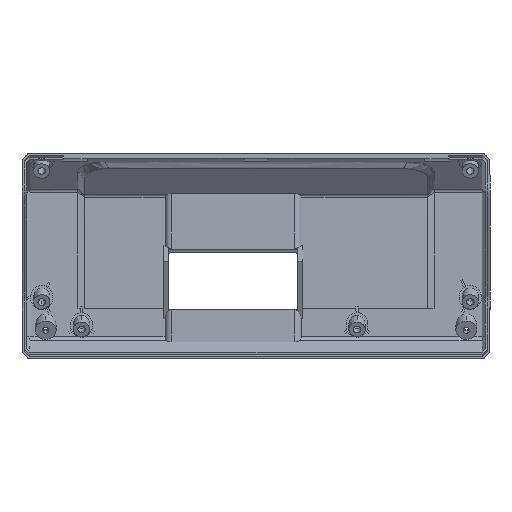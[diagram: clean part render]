
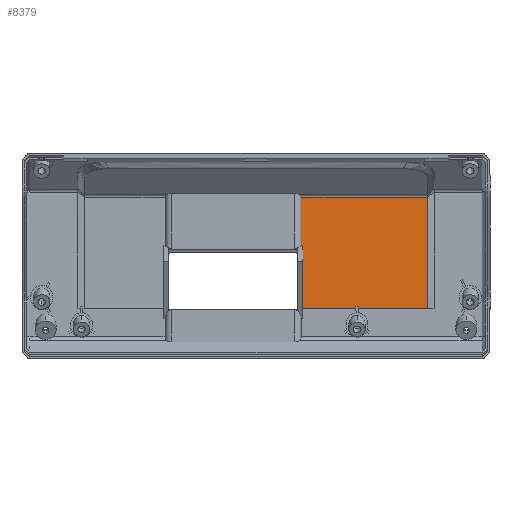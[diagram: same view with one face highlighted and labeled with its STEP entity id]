
A CAD part, top view. The second image highlights one B-rep face of the part: STEP entity #8379.
In plain terms, the highlighted free-form (B-spline) face has degree [3, 1] with [4, 2] control points.
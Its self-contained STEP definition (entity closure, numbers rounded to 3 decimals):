
#362 = B_SPLINE_CURVE_WITH_KNOTS ( 'NONE', 3,
 ( #1234, #8985, #11631, #3839 ),
 .UNSPECIFIED., .F., .F.,
 ( 4, 4 ),
 ( 0., 1. ),
 .UNSPECIFIED. ) ;
#655 = CARTESIAN_POINT ( 'NONE',  ( 57.913, -9.037, -7.904 ) ) ;
#1029 = CARTESIAN_POINT ( 'NONE',  ( 15.167, 10.512, -7.754 ) ) ;
#1152 = CARTESIAN_POINT ( 'NONE',  ( 34.446, -20.942, -7.904 ) ) ;
#1192 = CARTESIAN_POINT ( 'NONE',  ( 57.913, -21.549, -7.904 ) ) ;
#1234 = CARTESIAN_POINT ( 'NONE',  ( 34.444, -21.549, -7.904 ) ) ;
#1262 = ORIENTED_EDGE ( 'NONE', *, *, #10705, .F. ) ;
#1656 = ORIENTED_EDGE ( 'NONE', *, *, #10876, .F. ) ;
#2139 = EDGE_CURVE ( 'NONE', #5847, #4794, #3361, .T. ) ;
#2438 = CARTESIAN_POINT ( 'NONE',  ( 57.913, 16.222, -7.708 ) ) ;
#2556 = VECTOR ( 'NONE', #8865, 1000. ) ;
#2559 = CARTESIAN_POINT ( 'NONE',  ( 33.754, -20.942, -7.904 ) ) ;
#2719 = VERTEX_POINT ( 'NONE', #4411 ) ;
#2849 = B_SPLINE_CURVE_WITH_KNOTS ( 'NONE', 3,
 ( #7470, #1029, #11429, #3631 ),
 .UNSPECIFIED., .F., .F.,
 ( 4, 4 ),
 ( 0., 0.017 ),
 .UNSPECIFIED. ) ;
#3266 = CARTESIAN_POINT ( 'NONE',  ( 33.756, -21.549, -7.904 ) ) ;
#3361 = B_SPLINE_CURVE_WITH_KNOTS ( 'NONE', 1,
 ( #15643, #9381 ),
 .UNSPECIFIED., .F., .F.,
 ( 2, 2 ),
 ( 0., 1. ),
 .UNSPECIFIED. ) ;
#3461 = EDGE_CURVE ( 'NONE', #14820, #2719, #12572, .T. ) ;
#3568 = CARTESIAN_POINT ( 'NONE',  ( 15.7, -21.549, -7.904 ) ) ;
#3631 = CARTESIAN_POINT ( 'NONE',  ( 15.193, -0.456, -7.831 ) ) ;
#3645 = CARTESIAN_POINT ( 'NONE',  ( 43.658, 15.997, -7.71 ) ) ;
#3837 = CARTESIAN_POINT ( 'NONE',  ( 15.7, -21.549, -7.904 ) ) ;
#3839 = CARTESIAN_POINT ( 'NONE',  ( 34.446, -20.942, -7.904 ) ) ;
#4411 = CARTESIAN_POINT ( 'NONE',  ( 15.7, -0.456, -7.831 ) ) ;
#4465 = CARTESIAN_POINT ( 'NONE',  ( 33.756, -21.549, -7.904 ) ) ;
#4731 = B_SPLINE_CURVE_WITH_KNOTS ( 'NONE', 3,
 ( #9738, #13637, #11062, #3266 ),
 .UNSPECIFIED., .F., .F.,
 ( 4, 4 ),
 ( 0., 1. ),
 .UNSPECIFIED. ) ;
#4794 = VERTEX_POINT ( 'NONE', #5468 ) ;
#4961 = EDGE_CURVE ( 'NONE', #4794, #13605, #16450, .T. ) ;
#5058 = VERTEX_POINT ( 'NONE', #4465 ) ;
#5468 = CARTESIAN_POINT ( 'NONE',  ( 57.913, -21.549, -7.904 ) ) ;
#5847 = VERTEX_POINT ( 'NONE', #11942 ) ;
#5863 = CARTESIAN_POINT ( 'NONE',  ( 57.913, 15.997, -7.71 ) ) ;
#6185 = CARTESIAN_POINT ( 'NONE',  ( 15.7, -0.456, -7.831 ) ) ;
#6345 = CARTESIAN_POINT ( 'NONE',  ( 14.893, 3.628, -7.809 ) ) ;
#6407 = CARTESIAN_POINT ( 'NONE',  ( 34.446, -20.942, -7.904 ) ) ;
#7142 = EDGE_CURVE ( 'NONE', #14820, #5058, #8326, .T. ) ;
#7470 = CARTESIAN_POINT ( 'NONE',  ( 15.15, 15.997, -7.71 ) ) ;
#7528 = VERTEX_POINT ( 'NONE', #8446 ) ;
#7557 = CARTESIAN_POINT ( 'NONE',  ( -29., -0.456, -7.831 ) ) ;
#7633 = CARTESIAN_POINT ( 'NONE',  ( 14.893, -8.962, -7.904 ) ) ;
#7734 = CARTESIAN_POINT ( 'NONE',  ( 57.913, 15.997, -7.71 ) ) ;
#8326 = B_SPLINE_CURVE_WITH_KNOTS ( 'NONE', 1,
 ( #3837, #9914 ),
 .UNSPECIFIED., .F., .F.,
 ( 2, 2 ),
 ( 0., 1. ),
 .UNSPECIFIED. ) ;
#8379 = ADVANCED_FACE ( 'NONE', ( #14059 ), #15638, .T. ) ;
#8446 = CARTESIAN_POINT ( 'NONE',  ( 33.754, -20.942, -7.904 ) ) ;
#8854 = CARTESIAN_POINT ( 'NONE',  ( 15.15, 15.997, -7.71 ) ) ;
#8859 = ORIENTED_EDGE ( 'NONE', *, *, #14048, .T. ) ;
#8865 = DIRECTION ( 'NONE',  ( -1., 0., 0. ) ) ;
#8934 = CARTESIAN_POINT ( 'NONE',  ( 14.893, -21.549, -7.904 ) ) ;
#8979 = B_SPLINE_CURVE_WITH_KNOTS ( 'NONE', 3,
 ( #6407, #14223, #10333, #2559 ),
 .UNSPECIFIED., .F., .F.,
 ( 4, 4 ),
 ( 0., 1. ),
 .UNSPECIFIED. ) ;
#8985 = CARTESIAN_POINT ( 'NONE',  ( 34.445, -21.346, -7.904 ) ) ;
#9381 = CARTESIAN_POINT ( 'NONE',  ( 57.913, -21.549, -7.904 ) ) ;
#9388 = VERTEX_POINT ( 'NONE', #15280 ) ;
#9418 = EDGE_CURVE ( 'NONE', #13605, #9388, #13507, .T. ) ;
#9523 = ORIENTED_EDGE ( 'NONE', *, *, #7142, .T. ) ;
#9724 = CARTESIAN_POINT ( 'NONE',  ( 57.913, -21.549, -7.904 ) ) ;
#9738 = CARTESIAN_POINT ( 'NONE',  ( 33.754, -20.942, -7.904 ) ) ;
#9914 = CARTESIAN_POINT ( 'NONE',  ( 33.756, -21.549, -7.904 ) ) ;
#10333 = CARTESIAN_POINT ( 'NONE',  ( 33.985, -20.942, -7.904 ) ) ;
#10705 = EDGE_CURVE ( 'NONE', #14121, #7528, #8979, .T. ) ;
#10876 = EDGE_CURVE ( 'NONE', #7528, #5058, #4731, .T. ) ;
#11062 = CARTESIAN_POINT ( 'NONE',  ( 33.755, -21.346, -7.904 ) ) ;
#11359 = CARTESIAN_POINT ( 'NONE',  ( 15.7, -15.37, -7.904 ) ) ;
#11429 = CARTESIAN_POINT ( 'NONE',  ( 15.182, 5.028, -7.796 ) ) ;
#11498 = EDGE_CURVE ( 'NONE', #2719, #16752, #16404, .T. ) ;
#11631 = CARTESIAN_POINT ( 'NONE',  ( 34.445, -21.144, -7.904 ) ) ;
#11942 = CARTESIAN_POINT ( 'NONE',  ( 34.444, -21.549, -7.904 ) ) ;
#12159 = ORIENTED_EDGE ( 'NONE', *, *, #14438, .F. ) ;
#12215 = ORIENTED_EDGE ( 'NONE', *, *, #4961, .T. ) ;
#12572 = B_SPLINE_CURVE_WITH_KNOTS ( 'NONE', 3,
 ( #3568, #11359, #14000, #6185 ),
 .UNSPECIFIED., .F., .F.,
 ( 4, 4 ),
 ( 0., 1. ),
 .UNSPECIFIED. ) ;
#12760 = CARTESIAN_POINT ( 'NONE',  ( 57.913, 15.997, -7.71 ) ) ;
#13466 = ORIENTED_EDGE ( 'NONE', *, *, #11498, .F. ) ;
#13507 = B_SPLINE_CURVE_WITH_KNOTS ( 'NONE', 3,
 ( #12760, #3645, #16695, #8854 ),
 .UNSPECIFIED., .F., .F.,
 ( 4, 4 ),
 ( 0., 0.369 ),
 .UNSPECIFIED. ) ;
#13605 = VERTEX_POINT ( 'NONE', #7734 ) ;
#13637 = CARTESIAN_POINT ( 'NONE',  ( 33.755, -21.144, -7.904 ) ) ;
#13680 = CARTESIAN_POINT ( 'NONE',  ( 57.913, 3.478, -7.81 ) ) ;
#13902 = CARTESIAN_POINT ( 'NONE',  ( 15.193, -0.456, -7.831 ) ) ;
#14000 = CARTESIAN_POINT ( 'NONE',  ( 15.7, -8.339, -7.88 ) ) ;
#14048 = EDGE_CURVE ( 'NONE', #9388, #16752, #2849, .T. ) ;
#14059 = FACE_OUTER_BOUND ( 'NONE', #14669, .T. ) ;
#14097 = ORIENTED_EDGE ( 'NONE', *, *, #2139, .T. ) ;
#14121 = VERTEX_POINT ( 'NONE', #1152 ) ;
#14173 = CARTESIAN_POINT ( 'NONE',  ( 14.893, 16.222, -7.708 ) ) ;
#14223 = CARTESIAN_POINT ( 'NONE',  ( 34.215, -20.942, -7.904 ) ) ;
#14438 = EDGE_CURVE ( 'NONE', #5847, #14121, #362, .T. ) ;
#14443 = ORIENTED_EDGE ( 'NONE', *, *, #9418, .T. ) ;
#14669 = EDGE_LOOP ( 'NONE', ( #14443, #8859, #13466, #16282, #9523, #1656, #1262, #12159, #14097, #12215 ) ) ;
#14820 = VERTEX_POINT ( 'NONE', #15404 ) ;
#15280 = CARTESIAN_POINT ( 'NONE',  ( 15.15, 15.997, -7.71 ) ) ;
#15404 = CARTESIAN_POINT ( 'NONE',  ( 15.7, -21.549, -7.904 ) ) ;
#15483 = CARTESIAN_POINT ( 'NONE',  ( 57.913, 3.628, -7.809 ) ) ;
#15638 = B_SPLINE_SURFACE_WITH_KNOTS ( 'NONE', 3, 1, ( 
 ( #14173, #2438 ),
 ( #6345, #15483 ),
 ( #7633, #16790 ),
 ( #8934, #1192 ) ),
 .UNSPECIFIED., .F., .F., .F.,
 ( 4, 4 ),
 ( 2, 2 ),
 ( 0.004, 0.99 ),
 ( 0., 1. ),
 .UNSPECIFIED. ) ;
#15643 = CARTESIAN_POINT ( 'NONE',  ( 34.444, -21.549, -7.904 ) ) ;
#16282 = ORIENTED_EDGE ( 'NONE', *, *, #3461, .F. ) ;
#16404 = LINE ( 'NONE', #7557, #2556 ) ;
#16450 = B_SPLINE_CURVE_WITH_KNOTS ( 'NONE', 3,
 ( #9724, #655, #13680, #5863 ),
 .UNSPECIFIED., .F., .F.,
 ( 4, 4 ),
 ( 0., 1. ),
 .UNSPECIFIED. ) ;
#16695 = CARTESIAN_POINT ( 'NONE',  ( 29.404, 15.997, -7.71 ) ) ;
#16752 = VERTEX_POINT ( 'NONE', #13902 ) ;
#16790 = CARTESIAN_POINT ( 'NONE',  ( 57.913, -8.962, -7.904 ) ) ;
